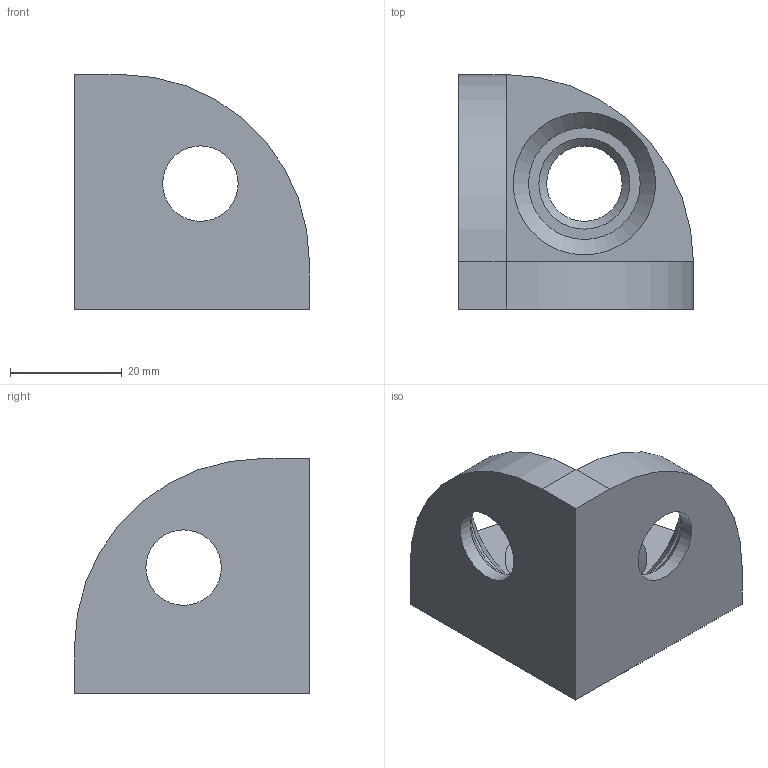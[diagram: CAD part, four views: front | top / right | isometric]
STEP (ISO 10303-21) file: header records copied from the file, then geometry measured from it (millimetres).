
FILE_DESCRIPTION(('STEP AP203'),'1');
FILE_NAME('FIXE10B1401.stp','2023-10-18T06:43:28',(' '),(' '),'Spatial InterOp 3D',' ',' ');
FILE_SCHEMA(('CONFIG_CONTROL_DESIGN'));
Length unit declared in the file: millimetre
Products named in the file (1): Raccord d'angle 10-45
Bounding box: 42 x 42 x 42 mm (x, y, z)
Volume: 23429.8 mm3; surface area: 8906 mm2
Topology: 1 solids, 1 shells, 27 faces, 62 edges, 40 vertices
Faces by surface type: plane 12, cylinder 9, cone 6
Full cylindrical faces by diameter (mm): 13.5 x3, 20 x3
Entity records: 866 total; most frequent: DIRECTION 122, CARTESIAN_POINT 102, ORIENTED_EDGE 84, AXIS2_PLACEMENT_3D 52, EDGE_LOOP 48, EDGE_CURVE 42, FACE_OUTER_BOUND 33, VERTEX_POINT 32
